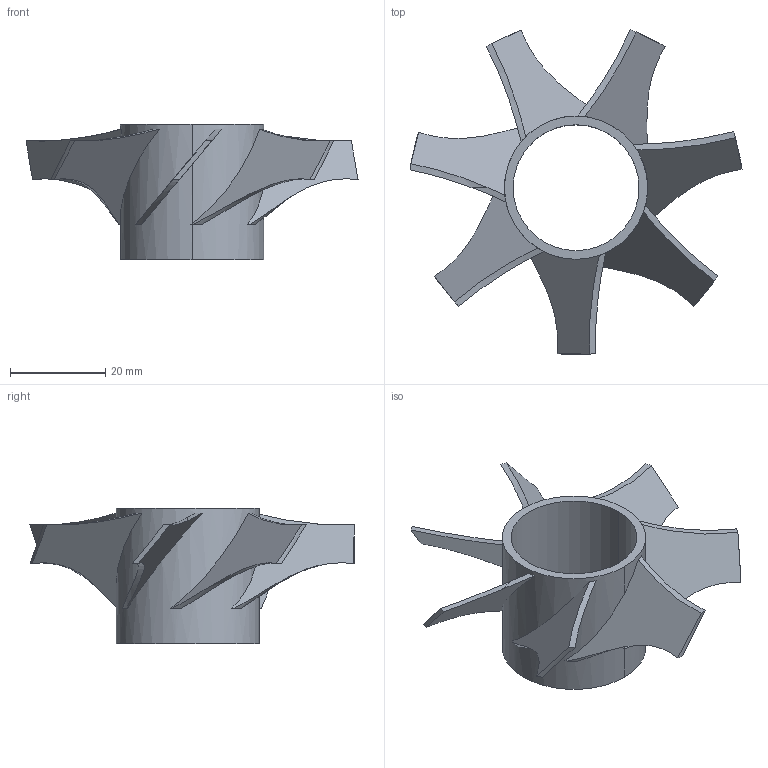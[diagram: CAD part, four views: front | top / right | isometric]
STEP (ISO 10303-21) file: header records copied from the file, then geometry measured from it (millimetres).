
FILE_DESCRIPTION (( 'STEP AP203' ), '1' );
FILE_NAME ('Tunnel_Thruster_Prop_Default_sldprt.STEP', '2020-08-14T00:48:03', ( '' ), ( '' ), 'SwSTEP 2.0', 'SolidWorks 2017', '' );
FILE_SCHEMA (( 'CONFIG_CONTROL_DESIGN' ));
Length unit declared in the file: millimetre
Products named in the file (1): Tunnel_Thruster_Prop_Default_sldprt
Bounding box: 69.59 x 68 x 28.41 mm (x, y, z)
Volume: 6715.7 mm3; surface area: 9834.7 mm2
Topology: 1 solids, 1 shells, 51 faces, 134 edges, 89 vertices
Faces by surface type: plane 16, bspline 15, cylinder 11, cone 8, torus 1
Entity records: 2177 total; most frequent: CARTESIAN_POINT 1038, ORIENTED_EDGE 268, DIRECTION 174, EDGE_CURVE 134, VERTEX_POINT 89, AXIS2_PLACEMENT_3D 83, EDGE_LOOP 57, FACE_OUTER_BOUND 51
